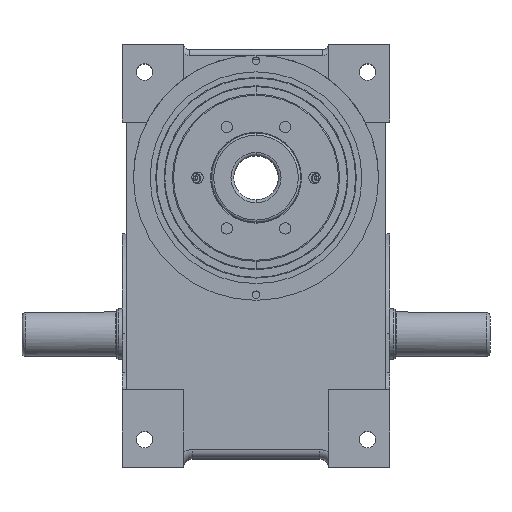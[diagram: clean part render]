
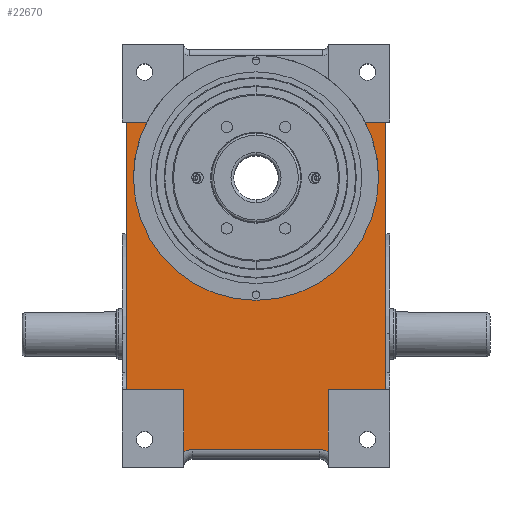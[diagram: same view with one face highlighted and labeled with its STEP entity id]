
A CAD part, top view. The second image highlights one B-rep face of the part: STEP entity #22670.
In plain terms, the highlighted planar face has unit normal (0, 0, 1).
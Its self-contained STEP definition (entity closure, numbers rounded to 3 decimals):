
#512 = CIRCLE ( 'NONE', #4377, 16. ) ;
#849 = CARTESIAN_POINT ( 'NONE',  ( -123., 313., 126.5 ) ) ;
#975 = VERTEX_POINT ( 'NONE', #2929 ) ;
#1098 = EDGE_CURVE ( 'NONE', #6871, #24257, #23032, .T. ) ;
#1210 = VERTEX_POINT ( 'NONE', #22508 ) ;
#1264 = CARTESIAN_POINT ( 'NONE',  ( -116.5, 313., 126.5 ) ) ;
#1468 = AXIS2_PLACEMENT_3D ( 'NONE', #12237, #28761, #14587 ) ;
#1576 = VERTEX_POINT ( 'NONE', #24510 ) ;
#1810 = VERTEX_POINT ( 'NONE', #19515 ) ;
#1958 = CARTESIAN_POINT ( 'NONE',  ( -57., 19., 126.5 ) ) ;
#2475 = ORIENTED_EDGE ( 'NONE', *, *, #1098, .T. ) ;
#2929 = CARTESIAN_POINT ( 'NONE',  ( -116.5, 313., 126.5 ) ) ;
#3186 = VERTEX_POINT ( 'NONE', #27001 ) ;
#3381 = ORIENTED_EDGE ( 'NONE', *, *, #19521, .F. ) ;
#4377 = AXIS2_PLACEMENT_3D ( 'NONE', #6787, #23334, #9182 ) ;
#4552 = ORIENTED_EDGE ( 'NONE', *, *, #16060, .T. ) ;
#4873 = DIRECTION ( 'NONE',  ( 0., 0., 1. ) ) ;
#5050 = LINE ( 'NONE', #1264, #29470 ) ;
#5126 = DIRECTION ( 'NONE',  ( 0., 0., -1. ) ) ;
#5533 = CARTESIAN_POINT ( 'NONE',  ( -123., 73., 126.5 ) ) ;
#6520 = VERTEX_POINT ( 'NONE', #28648 ) ;
#6787 = CARTESIAN_POINT ( 'NONE',  ( -57., 3., 126.5 ) ) ;
#6871 = VERTEX_POINT ( 'NONE', #1958 ) ;
#6959 = VERTEX_POINT ( 'NONE', #23541 ) ;
#7077 = VERTEX_POINT ( 'NONE', #19306 ) ;
#7230 = ORIENTED_EDGE ( 'NONE', *, *, #23379, .F. ) ;
#7646 = VERTEX_POINT ( 'NONE', #13493 ) ;
#7935 = CIRCLE ( 'NONE', #26055, 110. ) ;
#8232 = AXIS2_PLACEMENT_3D ( 'NONE', #28421, #28514, #14349 ) ;
#9080 = DIRECTION ( 'NONE',  ( 0., 0., 1. ) ) ;
#9182 = DIRECTION ( 'NONE',  ( 0., 1., 0. ) ) ;
#9452 = AXIS2_PLACEMENT_3D ( 'NONE', #19290, #5126, #21661 ) ;
#10407 = DIRECTION ( 'NONE',  ( 0., 1., 0. ) ) ;
#10511 = EDGE_LOOP ( 'NONE', ( #20669, #15433, #7230, #15598, #4552, #10577, #2475, #14133, #29203, #18889, #3381, #15451, #26919, #20704 ) ) ;
#10577 = ORIENTED_EDGE ( 'NONE', *, *, #18782, .T. ) ;
#11624 = VECTOR ( 'NONE', #22166, 1000. ) ;
#11652 = DIRECTION ( 'NONE',  ( 1., 0., 0. ) ) ;
#12237 = CARTESIAN_POINT ( 'NONE',  ( 0., 263., 126.5 ) ) ;
#12647 = DIRECTION ( 'NONE',  ( 1., 0., 0. ) ) ;
#13410 = DIRECTION ( 'NONE',  ( 1., 0., 0. ) ) ;
#13463 = VECTOR ( 'NONE', #18220, 1000. ) ;
#13493 = CARTESIAN_POINT ( 'NONE',  ( 97.98, 313., 126.5 ) ) ;
#13774 = LINE ( 'NONE', #849, #19311 ) ;
#14133 = ORIENTED_EDGE ( 'NONE', *, *, #24180, .T. ) ;
#14349 = DIRECTION ( 'NONE',  ( 0., 1., 0. ) ) ;
#14409 = VERTEX_POINT ( 'NONE', #23071 ) ;
#14587 = DIRECTION ( 'NONE',  ( 0., 1., 0. ) ) ;
#15237 = VECTOR ( 'NONE', #19342, 1000. ) ;
#15433 = ORIENTED_EDGE ( 'NONE', *, *, #19568, .F. ) ;
#15451 = ORIENTED_EDGE ( 'NONE', *, *, #24063, .F. ) ;
#15578 = EDGE_CURVE ( 'NONE', #1810, #7646, #7935, .T. ) ;
#15598 = ORIENTED_EDGE ( 'NONE', *, *, #15918, .T. ) ;
#15792 = CIRCLE ( 'NONE', #1468, 110. ) ;
#15918 = EDGE_CURVE ( 'NONE', #6520, #7077, #17884, .T. ) ;
#16060 = EDGE_CURVE ( 'NONE', #7077, #14409, #19745, .T. ) ;
#16946 = CARTESIAN_POINT ( 'NONE',  ( 116.5, 313., 126.5 ) ) ;
#16967 = VERTEX_POINT ( 'NONE', #22620 ) ;
#17402 = VECTOR ( 'NONE', #13410, 1000. ) ;
#17884 = LINE ( 'NONE', #5533, #11624 ) ;
#18092 = VECTOR ( 'NONE', #11652, 1000. ) ;
#18142 = VERTEX_POINT ( 'NONE', #30196 ) ;
#18202 = AXIS2_PLACEMENT_3D ( 'NONE', #19024, #4873, #21396 ) ;
#18220 = DIRECTION ( 'NONE',  ( 0., -1., 0. ) ) ;
#18782 = EDGE_CURVE ( 'NONE', #14409, #6871, #512, .T. ) ;
#18889 = ORIENTED_EDGE ( 'NONE', *, *, #20302, .T. ) ;
#19024 = CARTESIAN_POINT ( 'NONE',  ( 0., 263., 126.5 ) ) ;
#19290 = CARTESIAN_POINT ( 'NONE',  ( 57., 3., 126.5 ) ) ;
#19306 = CARTESIAN_POINT ( 'NONE',  ( -65., 73., 126.5 ) ) ;
#19311 = VECTOR ( 'NONE', #12647, 1000. ) ;
#19342 = DIRECTION ( 'NONE',  ( 0., -1., 0. ) ) ;
#19362 = DIRECTION ( 'NONE',  ( 1., 0., 0. ) ) ;
#19515 = CARTESIAN_POINT ( 'NONE',  ( 110., 263., 126.5 ) ) ;
#19521 = EDGE_CURVE ( 'NONE', #6959, #3186, #21544, .T. ) ;
#19568 = EDGE_CURVE ( 'NONE', #975, #18142, #13774, .T. ) ;
#19745 = LINE ( 'NONE', #27635, #13463 ) ;
#20302 = EDGE_CURVE ( 'NONE', #1576, #3186, #24454, .T. ) ;
#20669 = ORIENTED_EDGE ( 'NONE', *, *, #22104, .F. ) ;
#20704 = ORIENTED_EDGE ( 'NONE', *, *, #27317, .F. ) ;
#21396 = DIRECTION ( 'NONE',  ( 0., 1., 0. ) ) ;
#21544 = LINE ( 'NONE', #16946, #15237 ) ;
#21635 = EDGE_CURVE ( 'NONE', #16967, #1576, #22872, .T. ) ;
#21661 = DIRECTION ( 'NONE',  ( 0., 1., 0. ) ) ;
#21966 = CARTESIAN_POINT ( 'NONE',  ( 57., 19., 126.5 ) ) ;
#22104 = EDGE_CURVE ( 'NONE', #18142, #1210, #15792, .T. ) ;
#22135 = VECTOR ( 'NONE', #10407, 1000. ) ;
#22166 = DIRECTION ( 'NONE',  ( 1., 0., 0. ) ) ;
#22167 = CIRCLE ( 'NONE', #9452, 16. ) ;
#22279 = CARTESIAN_POINT ( 'NONE',  ( 65., 73., 126.5 ) ) ;
#22296 = VECTOR ( 'NONE', #19362, 1000. ) ;
#22508 = CARTESIAN_POINT ( 'NONE',  ( -110., 263., 126.5 ) ) ;
#22620 = CARTESIAN_POINT ( 'NONE',  ( 65., 16.856, 126.5 ) ) ;
#22670 = ADVANCED_FACE ( 'NONE', ( #25063 ), #26143, .F. ) ;
#22872 = LINE ( 'NONE', #22279, #22135 ) ;
#23032 = LINE ( 'NONE', #28781, #22296 ) ;
#23071 = CARTESIAN_POINT ( 'NONE',  ( -65., 16.856, 126.5 ) ) ;
#23226 = CARTESIAN_POINT ( 'NONE',  ( 0., 263., 126.5 ) ) ;
#23334 = DIRECTION ( 'NONE',  ( 0., 0., -1. ) ) ;
#23379 = EDGE_CURVE ( 'NONE', #6520, #975, #5050, .T. ) ;
#23541 = CARTESIAN_POINT ( 'NONE',  ( 116.5, 313., 126.5 ) ) ;
#24063 = EDGE_CURVE ( 'NONE', #7646, #6959, #30705, .T. ) ;
#24180 = EDGE_CURVE ( 'NONE', #24257, #16967, #22167, .T. ) ;
#24257 = VERTEX_POINT ( 'NONE', #21966 ) ;
#24454 = LINE ( 'NONE', #25177, #17402 ) ;
#24510 = CARTESIAN_POINT ( 'NONE',  ( 65., 73., 126.5 ) ) ;
#25063 = FACE_OUTER_BOUND ( 'NONE', #10511, .T. ) ;
#25177 = CARTESIAN_POINT ( 'NONE',  ( -123., 73., 126.5 ) ) ;
#25611 = DIRECTION ( 'NONE',  ( 0., 1., 0. ) ) ;
#26055 = AXIS2_PLACEMENT_3D ( 'NONE', #23226, #9080, #25611 ) ;
#26143 = PLANE ( 'NONE',  #8232 ) ;
#26919 = ORIENTED_EDGE ( 'NONE', *, *, #15578, .F. ) ;
#27001 = CARTESIAN_POINT ( 'NONE',  ( 116.5, 73., 126.5 ) ) ;
#27317 = EDGE_CURVE ( 'NONE', #1210, #1810, #29415, .T. ) ;
#27421 = DIRECTION ( 'NONE',  ( 0., 1., 0. ) ) ;
#27635 = CARTESIAN_POINT ( 'NONE',  ( -65., 0., 126.5 ) ) ;
#28421 = CARTESIAN_POINT ( 'NONE',  ( -123., 313., 126.5 ) ) ;
#28514 = DIRECTION ( 'NONE',  ( 0., 0., -1. ) ) ;
#28648 = CARTESIAN_POINT ( 'NONE',  ( -116.5, 73., 126.5 ) ) ;
#28761 = DIRECTION ( 'NONE',  ( 0., 0., 1. ) ) ;
#28781 = CARTESIAN_POINT ( 'NONE',  ( -123., 19., 126.5 ) ) ;
#29203 = ORIENTED_EDGE ( 'NONE', *, *, #21635, .T. ) ;
#29415 = CIRCLE ( 'NONE', #18202, 110. ) ;
#29470 = VECTOR ( 'NONE', #27421, 1000. ) ;
#30196 = CARTESIAN_POINT ( 'NONE',  ( -97.98, 313., 126.5 ) ) ;
#30479 = CARTESIAN_POINT ( 'NONE',  ( -123., 313., 126.5 ) ) ;
#30705 = LINE ( 'NONE', #30479, #18092 ) ;
